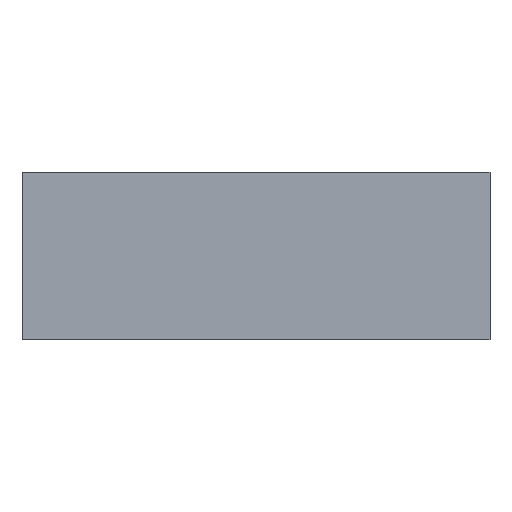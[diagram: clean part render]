
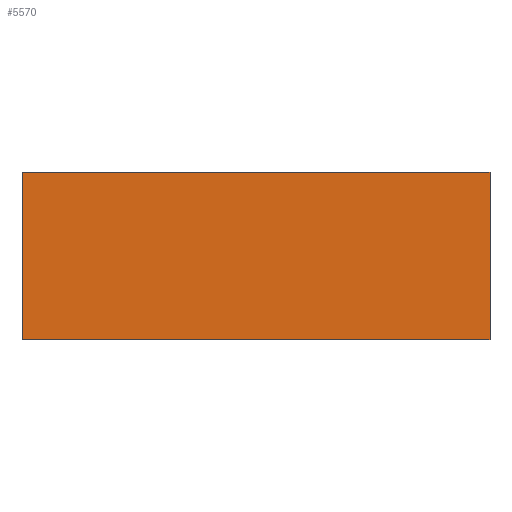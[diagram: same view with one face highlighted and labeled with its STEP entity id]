
A CAD part, front view. The second image highlights one B-rep face of the part: STEP entity #5570.
In plain terms, the highlighted planar face has unit normal (0, -1, 0).
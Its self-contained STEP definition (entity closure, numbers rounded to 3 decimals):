
#9 = EDGE_CURVE ( 'NONE', #2623, #4420, #5773, .T. ) ;
#396 = FACE_OUTER_BOUND ( 'NONE', #1564, .T. ) ;
#533 = DIRECTION ( 'NONE',  ( 0., 0., -1. ) ) ;
#831 = DIRECTION ( 'NONE',  ( 1., 0., 0. ) ) ;
#963 = EDGE_CURVE ( 'NONE', #2623, #2298, #6407, .T. ) ;
#1253 = LINE ( 'NONE', #2347, #6849 ) ;
#1317 = EDGE_CURVE ( 'NONE', #4420, #6502, #1253, .T. ) ;
#1361 = LINE ( 'NONE', #4349, #6273 ) ;
#1425 = VECTOR ( 'NONE', #1810, 1000. ) ;
#1564 = EDGE_LOOP ( 'NONE', ( #5198, #5115, #4906, #1998 ) ) ;
#1810 = DIRECTION ( 'NONE',  ( 1., 0., 0. ) ) ;
#1872 = AXIS2_PLACEMENT_3D ( 'NONE', #3812, #2187, #533 ) ;
#1998 = ORIENTED_EDGE ( 'NONE', *, *, #2030, .T. ) ;
#2030 = EDGE_CURVE ( 'NONE', #2298, #6502, #1361, .T. ) ;
#2164 = PLANE ( 'NONE',  #1872 ) ;
#2187 = DIRECTION ( 'NONE',  ( 0., -1., 0. ) ) ;
#2298 = VERTEX_POINT ( 'NONE', #6238 ) ;
#2347 = CARTESIAN_POINT ( 'NONE',  ( 0., -88.9, 0. ) ) ;
#2623 = VERTEX_POINT ( 'NONE', #3906 ) ;
#3153 = CARTESIAN_POINT ( 'NONE',  ( 0., -88.9, -31.75 ) ) ;
#3455 = VECTOR ( 'NONE', #6420, 1000. ) ;
#3812 = CARTESIAN_POINT ( 'NONE',  ( 0., -88.9, -31.75 ) ) ;
#3865 = CARTESIAN_POINT ( 'NONE',  ( 0., -88.9, -31.75 ) ) ;
#3906 = CARTESIAN_POINT ( 'NONE',  ( 0., -88.9, -31.75 ) ) ;
#4063 = CARTESIAN_POINT ( 'NONE',  ( 0., -88.9, 0. ) ) ;
#4349 = CARTESIAN_POINT ( 'NONE',  ( 88.9, -88.9, -31.75 ) ) ;
#4420 = VERTEX_POINT ( 'NONE', #4063 ) ;
#4459 = CARTESIAN_POINT ( 'NONE',  ( 88.9, -88.9, 0. ) ) ;
#4906 = ORIENTED_EDGE ( 'NONE', *, *, #963, .T. ) ;
#5115 = ORIENTED_EDGE ( 'NONE', *, *, #9, .F. ) ;
#5198 = ORIENTED_EDGE ( 'NONE', *, *, #1317, .F. ) ;
#5570 = ADVANCED_FACE ( 'NONE', ( #396 ), #2164, .T. ) ;
#5773 = LINE ( 'NONE', #3153, #3455 ) ;
#6238 = CARTESIAN_POINT ( 'NONE',  ( 88.9, -88.9, -31.75 ) ) ;
#6273 = VECTOR ( 'NONE', #6527, 1000. ) ;
#6407 = LINE ( 'NONE', #3865, #1425 ) ;
#6420 = DIRECTION ( 'NONE',  ( 0., 0., 1. ) ) ;
#6502 = VERTEX_POINT ( 'NONE', #4459 ) ;
#6527 = DIRECTION ( 'NONE',  ( 0., 0., 1. ) ) ;
#6849 = VECTOR ( 'NONE', #831, 1000. ) ;
